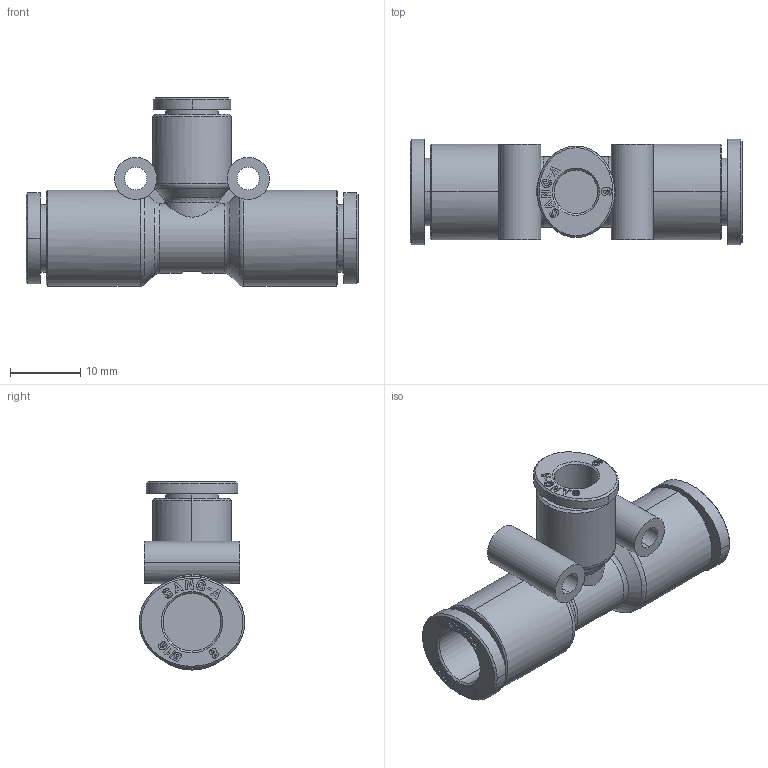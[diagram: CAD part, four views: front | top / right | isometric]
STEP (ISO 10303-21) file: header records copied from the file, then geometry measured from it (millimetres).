
FILE_DESCRIPTION((''),'2;1');
FILE_NAME('GPUG_0806(3D).stp','2012-12-27T14:43:51',(''),(''),'Mechanical Desktop.R8.0.24.0','Mechanical Desktop.R8.0.24.0',', , ');
FILE_SCHEMA(('CONFIG_CONTROL_DESIGN'));
Length unit declared in the file: millimetre
Products named in the file (2): GPUG_0806(3D); ºÎÇ°2
Assembly tree (1 placements, depth 2):
  GPUG_0806(3D)
    ºÎÇ°2
Bounding box: 47.2 x 15 x 26.75 mm (x, y, z)
Volume: 5501.5 mm3; surface area: 5128.9 mm2
Topology: 1 solids, 1 shells, 1034 faces, 2920 edges, 1939 vertices
Faces by surface type: plane 853, bspline 94, cylinder 59, cone 22, torus 6
Entity records: 35774 total; most frequent: CARTESIAN_POINT 9044, ORIENTED_EDGE 5840, DIRECTION 5057, EDGE_CURVE 2920, VECTOR 2537, LINE 2537, VERTEX_POINT 1939, AXIS2_PLACEMENT_3D 1260
